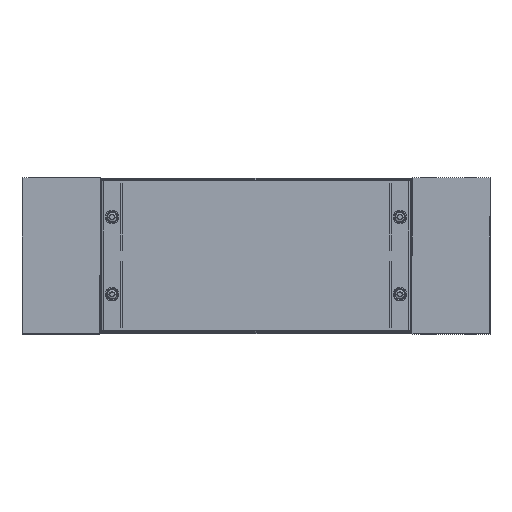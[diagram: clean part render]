
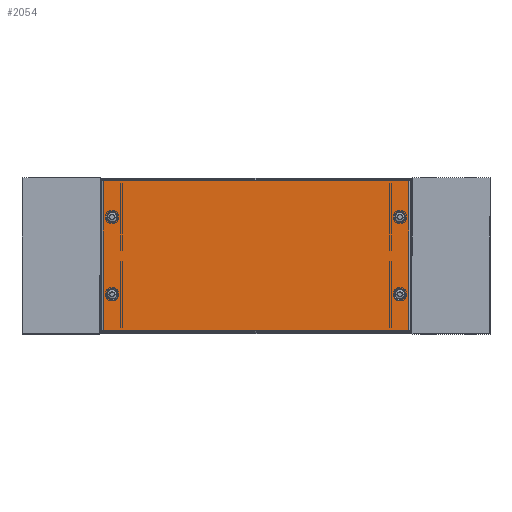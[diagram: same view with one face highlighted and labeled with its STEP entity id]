
A CAD part, top view. The second image highlights one B-rep face of the part: STEP entity #2054.
In plain terms, the highlighted planar face has unit normal (0, 0, 1).
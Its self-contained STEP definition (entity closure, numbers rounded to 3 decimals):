
#1 = DIRECTION ( 'NONE',  ( 0., 0., -1. ) ) ;
#45 = VERTEX_POINT ( 'NONE', #1573 ) ;
#106 = AXIS2_PLACEMENT_3D ( 'NONE', #302, #4276, #5756 ) ;
#171 = CARTESIAN_POINT ( 'NONE',  ( 196., 0., 0.75 ) ) ;
#302 = CARTESIAN_POINT ( 'NONE',  ( -184.5, -49.5, 0.75 ) ) ;
#309 = CARTESIAN_POINT ( 'NONE',  ( 0., 96., 0.75 ) ) ;
#461 = ORIENTED_EDGE ( 'NONE', *, *, #4568, .T. ) ;
#487 = DIRECTION ( 'NONE',  ( 0., -1., 0. ) ) ;
#523 = DIRECTION ( 'NONE',  ( -1., 0., 0. ) ) ;
#546 = DIRECTION ( 'NONE',  ( 0., 0., -1. ) ) ;
#557 = ORIENTED_EDGE ( 'NONE', *, *, #6181, .T. ) ;
#634 = LINE ( 'NONE', #171, #4360 ) ;
#647 = CARTESIAN_POINT ( 'NONE',  ( -184.5, 49.5, 0.75 ) ) ;
#865 = CIRCLE ( 'NONE', #3220, 7.509 ) ;
#872 = CARTESIAN_POINT ( 'NONE',  ( -196., 0., 0.75 ) ) ;
#992 = AXIS2_PLACEMENT_3D ( 'NONE', #1170, #546, #3317 ) ;
#1042 = VERTEX_POINT ( 'NONE', #3808 ) ;
#1058 = CARTESIAN_POINT ( 'NONE',  ( -192.009, 49.5, 0.75 ) ) ;
#1060 = EDGE_CURVE ( 'NONE', #1042, #3068, #2922, .T. ) ;
#1109 = CIRCLE ( 'NONE', #4839, 7.509 ) ;
#1116 = VERTEX_POINT ( 'NONE', #3328 ) ;
#1170 = CARTESIAN_POINT ( 'NONE',  ( 0., 0., 0.75 ) ) ;
#1189 = CARTESIAN_POINT ( 'NONE',  ( 196., 96., 0.75 ) ) ;
#1224 = AXIS2_PLACEMENT_3D ( 'NONE', #5693, #6778, #2445 ) ;
#1330 = FACE_OUTER_BOUND ( 'NONE', #1374, .T. ) ;
#1374 = EDGE_LOOP ( 'NONE', ( #5737, #5869, #5809, #461 ) ) ;
#1385 = DIRECTION ( 'NONE',  ( 0., 0., -1. ) ) ;
#1479 = CIRCLE ( 'NONE', #106, 7.509 ) ;
#1495 = VERTEX_POINT ( 'NONE', #1932 ) ;
#1516 = CARTESIAN_POINT ( 'NONE',  ( -196., -96., 0.75 ) ) ;
#1573 = CARTESIAN_POINT ( 'NONE',  ( 196., -96., 0.75 ) ) ;
#1691 = CIRCLE ( 'NONE', #2846, 7.509 ) ;
#1705 = EDGE_CURVE ( 'NONE', #3366, #3041, #3728, .T. ) ;
#1932 = CARTESIAN_POINT ( 'NONE',  ( 176.991, -49.5, 0.75 ) ) ;
#1960 = AXIS2_PLACEMENT_3D ( 'NONE', #6292, #2267, #2239 ) ;
#1975 = ORIENTED_EDGE ( 'NONE', *, *, #2831, .T. ) ;
#2054 = ADVANCED_FACE ( 'NONE', ( #1330, #5365, #2118, #6953, #5527 ), #4476, .F. ) ;
#2071 = DIRECTION ( 'NONE',  ( 0., 0., -1. ) ) ;
#2118 = FACE_BOUND ( 'NONE', #4784, .T. ) ;
#2191 = VERTEX_POINT ( 'NONE', #6028 ) ;
#2239 = DIRECTION ( 'NONE',  ( -1., 0., 0. ) ) ;
#2267 = DIRECTION ( 'NONE',  ( 0., 0., -1. ) ) ;
#2368 = EDGE_CURVE ( 'NONE', #3237, #6987, #1691, .T. ) ;
#2416 = DIRECTION ( 'NONE',  ( -1., 0., 0. ) ) ;
#2429 = CARTESIAN_POINT ( 'NONE',  ( 184.5, -49.5, 0.75 ) ) ;
#2445 = DIRECTION ( 'NONE',  ( -1., 0., 0. ) ) ;
#2608 = EDGE_LOOP ( 'NONE', ( #1975, #5565 ) ) ;
#2659 = CIRCLE ( 'NONE', #1224, 7.509 ) ;
#2725 = ORIENTED_EDGE ( 'NONE', *, *, #5190, .T. ) ;
#2831 = EDGE_CURVE ( 'NONE', #6987, #3237, #1109, .T. ) ;
#2846 = AXIS2_PLACEMENT_3D ( 'NONE', #647, #1, #6051 ) ;
#2922 = CIRCLE ( 'NONE', #5263, 7.509 ) ;
#2971 = CARTESIAN_POINT ( 'NONE',  ( -184.5, 49.5, 0.75 ) ) ;
#3041 = VERTEX_POINT ( 'NONE', #4692 ) ;
#3068 = VERTEX_POINT ( 'NONE', #3659 ) ;
#3115 = DIRECTION ( 'NONE',  ( -1., 0., 0. ) ) ;
#3220 = AXIS2_PLACEMENT_3D ( 'NONE', #2429, #2071, #5868 ) ;
#3237 = VERTEX_POINT ( 'NONE', #1058 ) ;
#3266 = DIRECTION ( 'NONE',  ( 1., 0., 0. ) ) ;
#3317 = DIRECTION ( 'NONE',  ( -1., 0., 0. ) ) ;
#3325 = CARTESIAN_POINT ( 'NONE',  ( 184.5, 49.5, 0.75 ) ) ;
#3328 = CARTESIAN_POINT ( 'NONE',  ( -192.009, -49.5, 0.75 ) ) ;
#3364 = DIRECTION ( 'NONE',  ( -1., 0., 0. ) ) ;
#3366 = VERTEX_POINT ( 'NONE', #1189 ) ;
#3388 = EDGE_LOOP ( 'NONE', ( #5407, #5241 ) ) ;
#3406 = EDGE_LOOP ( 'NONE', ( #4869, #2725 ) ) ;
#3468 = DIRECTION ( 'NONE',  ( 0., 0., -1. ) ) ;
#3508 = EDGE_CURVE ( 'NONE', #1116, #5195, #2659, .T. ) ;
#3659 = CARTESIAN_POINT ( 'NONE',  ( 176.991, 49.5, 0.75 ) ) ;
#3728 = LINE ( 'NONE', #309, #5163 ) ;
#3731 = EDGE_CURVE ( 'NONE', #4742, #45, #4207, .T. ) ;
#3808 = CARTESIAN_POINT ( 'NONE',  ( 192.009, 49.5, 0.75 ) ) ;
#4207 = LINE ( 'NONE', #5964, #5384 ) ;
#4247 = EDGE_CURVE ( 'NONE', #2191, #1495, #865, .T. ) ;
#4276 = DIRECTION ( 'NONE',  ( 0., 0., -1. ) ) ;
#4360 = VECTOR ( 'NONE', #5761, 1000. ) ;
#4383 = CARTESIAN_POINT ( 'NONE',  ( 184.5, 49.5, 0.75 ) ) ;
#4476 = PLANE ( 'NONE',  #992 ) ;
#4568 = EDGE_CURVE ( 'NONE', #45, #3366, #634, .T. ) ;
#4692 = CARTESIAN_POINT ( 'NONE',  ( -196., 96., 0.75 ) ) ;
#4742 = VERTEX_POINT ( 'NONE', #1516 ) ;
#4784 = EDGE_LOOP ( 'NONE', ( #557, #5361 ) ) ;
#4839 = AXIS2_PLACEMENT_3D ( 'NONE', #2971, #6197, #2416 ) ;
#4869 = ORIENTED_EDGE ( 'NONE', *, *, #4247, .T. ) ;
#4972 = CIRCLE ( 'NONE', #6527, 7.509 ) ;
#5163 = VECTOR ( 'NONE', #3364, 1000. ) ;
#5190 = EDGE_CURVE ( 'NONE', #1495, #2191, #6236, .T. ) ;
#5195 = VERTEX_POINT ( 'NONE', #5829 ) ;
#5241 = ORIENTED_EDGE ( 'NONE', *, *, #5571, .T. ) ;
#5263 = AXIS2_PLACEMENT_3D ( 'NONE', #4383, #3468, #523 ) ;
#5361 = ORIENTED_EDGE ( 'NONE', *, *, #3508, .T. ) ;
#5365 = FACE_BOUND ( 'NONE', #2608, .T. ) ;
#5384 = VECTOR ( 'NONE', #3266, 1000. ) ;
#5407 = ORIENTED_EDGE ( 'NONE', *, *, #1060, .T. ) ;
#5527 = FACE_BOUND ( 'NONE', #3388, .T. ) ;
#5565 = ORIENTED_EDGE ( 'NONE', *, *, #2368, .T. ) ;
#5571 = EDGE_CURVE ( 'NONE', #3068, #1042, #4972, .T. ) ;
#5693 = CARTESIAN_POINT ( 'NONE',  ( -184.5, -49.5, 0.75 ) ) ;
#5737 = ORIENTED_EDGE ( 'NONE', *, *, #1705, .T. ) ;
#5756 = DIRECTION ( 'NONE',  ( -1., 0., 0. ) ) ;
#5761 = DIRECTION ( 'NONE',  ( 0., 1., 0. ) ) ;
#5809 = ORIENTED_EDGE ( 'NONE', *, *, #3731, .T. ) ;
#5829 = CARTESIAN_POINT ( 'NONE',  ( -176.991, -49.5, 0.75 ) ) ;
#5868 = DIRECTION ( 'NONE',  ( -1., 0., 0. ) ) ;
#5869 = ORIENTED_EDGE ( 'NONE', *, *, #6957, .T. ) ;
#5964 = CARTESIAN_POINT ( 'NONE',  ( 0., -96., 0.75 ) ) ;
#5974 = VECTOR ( 'NONE', #487, 1000. ) ;
#6028 = CARTESIAN_POINT ( 'NONE',  ( 192.009, -49.5, 0.75 ) ) ;
#6051 = DIRECTION ( 'NONE',  ( -1., 0., 0. ) ) ;
#6181 = EDGE_CURVE ( 'NONE', #5195, #1116, #1479, .T. ) ;
#6197 = DIRECTION ( 'NONE',  ( 0., 0., -1. ) ) ;
#6236 = CIRCLE ( 'NONE', #1960, 7.509 ) ;
#6292 = CARTESIAN_POINT ( 'NONE',  ( 184.5, -49.5, 0.75 ) ) ;
#6496 = CARTESIAN_POINT ( 'NONE',  ( -176.991, 49.5, 0.75 ) ) ;
#6527 = AXIS2_PLACEMENT_3D ( 'NONE', #3325, #1385, #3115 ) ;
#6732 = LINE ( 'NONE', #872, #5974 ) ;
#6778 = DIRECTION ( 'NONE',  ( 0., 0., -1. ) ) ;
#6953 = FACE_BOUND ( 'NONE', #3406, .T. ) ;
#6957 = EDGE_CURVE ( 'NONE', #3041, #4742, #6732, .T. ) ;
#6987 = VERTEX_POINT ( 'NONE', #6496 ) ;
